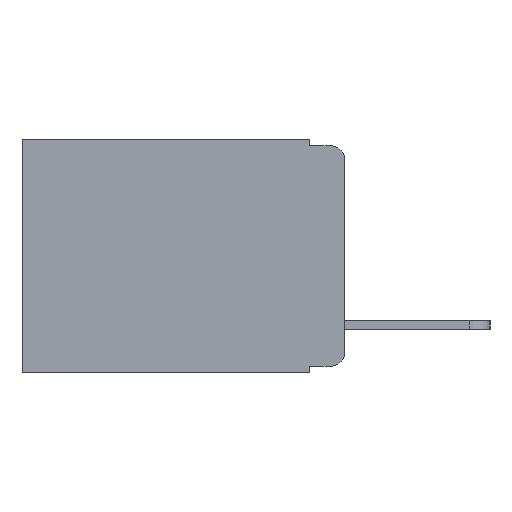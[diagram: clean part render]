
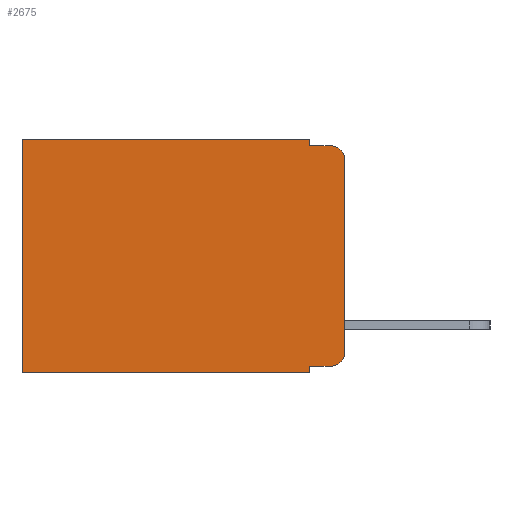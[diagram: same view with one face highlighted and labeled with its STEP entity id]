
A CAD part, left-side view. The second image highlights one B-rep face of the part: STEP entity #2675.
In plain terms, the highlighted planar face has unit normal (-1, 0, 0).
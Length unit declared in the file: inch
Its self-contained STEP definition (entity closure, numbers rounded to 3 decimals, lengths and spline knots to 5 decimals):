
#238 = CARTESIAN_POINT ( 'NONE',  ( 0.298, 0., -0.03 ) ) ;
#256 = EDGE_LOOP ( 'NONE', ( #14364, #5818, #3270, #2964, #16315, #5442, #16503, #5476, #12666, #2681 ) ) ;
#621 = CARTESIAN_POINT ( 'NONE',  ( 0.298, 0.02, -0.333 ) ) ;
#749 = VECTOR ( 'NONE', #3956, 39.37008 ) ;
#821 = DIRECTION ( 'NONE',  ( 0., 1., 0. ) ) ;
#925 = LINE ( 'NONE', #5009, #1358 ) ;
#979 = EDGE_CURVE ( 'NONE', #16741, #16107, #7354, .T. ) ;
#1074 = EDGE_CURVE ( 'NONE', #14660, #16107, #8239, .T. ) ;
#1159 = LINE ( 'NONE', #6790, #9058 ) ;
#1358 = VECTOR ( 'NONE', #821, 39.37008 ) ;
#1410 = VERTEX_POINT ( 'NONE', #4948 ) ;
#1570 = FACE_OUTER_BOUND ( 'NONE', #256, .T. ) ;
#1592 = CARTESIAN_POINT ( 'NONE',  ( 0.298, 0., 0. ) ) ;
#1654 = EDGE_CURVE ( 'NONE', #3282, #13861, #6658, .T. ) ;
#1931 = VECTOR ( 'NONE', #3496, 39.37008 ) ;
#1975 = PLANE ( 'NONE',  #2058 ) ;
#2058 = AXIS2_PLACEMENT_3D ( 'NONE', #6332, #6436, #9254 ) ;
#2203 = VECTOR ( 'NONE', #2206, 39.37008 ) ;
#2206 = DIRECTION ( 'NONE',  ( 0., -1., 0. ) ) ;
#2463 = EDGE_CURVE ( 'NONE', #17474, #3282, #925, .T. ) ;
#2585 = LINE ( 'NONE', #10415, #1931 ) ;
#2675 = ADVANCED_FACE ( 'NONE', ( #1570 ), #1975, .F. ) ;
#2681 = ORIENTED_EDGE ( 'NONE', *, *, #979, .T. ) ;
#2825 = CARTESIAN_POINT ( 'NONE',  ( 0.298, 0.473, -0.343 ) ) ;
#2875 = DIRECTION ( 'NONE',  ( -1., 0., 0. ) ) ;
#2964 = ORIENTED_EDGE ( 'NONE', *, *, #17917, .F. ) ;
#3270 = ORIENTED_EDGE ( 'NONE', *, *, #7891, .F. ) ;
#3282 = VERTEX_POINT ( 'NONE', #10154 ) ;
#3496 = DIRECTION ( 'NONE',  ( 0., 0., -1. ) ) ;
#3531 = CARTESIAN_POINT ( 'NONE',  ( 0.298, 0.02, -0.03 ) ) ;
#3798 = AXIS2_PLACEMENT_3D ( 'NONE', #17081, #2875, #14267 ) ;
#3956 = DIRECTION ( 'NONE',  ( 0., 0., -1. ) ) ;
#4575 = CARTESIAN_POINT ( 'NONE',  ( 0.298, 0., -0.313 ) ) ;
#4948 = CARTESIAN_POINT ( 'NONE',  ( 0.298, 0.051, -0.333 ) ) ;
#5009 = CARTESIAN_POINT ( 'NONE',  ( 0.298, 0., 0. ) ) ;
#5215 = DIRECTION ( 'NONE',  ( 0., 1., 0. ) ) ;
#5273 = CARTESIAN_POINT ( 'NONE',  ( 0.298, 0.473, 0. ) ) ;
#5442 = ORIENTED_EDGE ( 'NONE', *, *, #1654, .T. ) ;
#5476 = ORIENTED_EDGE ( 'NONE', *, *, #7401, .F. ) ;
#5818 = ORIENTED_EDGE ( 'NONE', *, *, #14761, .T. ) ;
#5921 = LINE ( 'NONE', #8025, #2203 ) ;
#6109 = DIRECTION ( 'NONE',  ( -1., 0., 0. ) ) ;
#6332 = CARTESIAN_POINT ( 'NONE',  ( 0.298, 0., 0. ) ) ;
#6436 = DIRECTION ( 'NONE',  ( 1., 0., 0. ) ) ;
#6658 = LINE ( 'NONE', #5273, #749 ) ;
#6790 = CARTESIAN_POINT ( 'NONE',  ( 0.298, 0.051, -0.01 ) ) ;
#6942 = CARTESIAN_POINT ( 'NONE',  ( 0.298, 0.051, -0.343 ) ) ;
#7354 = CIRCLE ( 'NONE', #3798, 0.02 ) ;
#7401 = EDGE_CURVE ( 'NONE', #1410, #15948, #14976, .T. ) ;
#7538 = VECTOR ( 'NONE', #9808, 39.37008 ) ;
#7891 = EDGE_CURVE ( 'NONE', #8564, #15687, #1159, .T. ) ;
#8025 = CARTESIAN_POINT ( 'NONE',  ( 0.298, 0.051, -0.333 ) ) ;
#8239 = LINE ( 'NONE', #1592, #16341 ) ;
#8418 = CARTESIAN_POINT ( 'NONE',  ( 0.298, 0.051, 0. ) ) ;
#8564 = VERTEX_POINT ( 'NONE', #10010 ) ;
#8636 = DIRECTION ( 'NONE',  ( 0., 0., -1. ) ) ;
#9043 = CARTESIAN_POINT ( 'NONE',  ( 0.298, 0.02, -0.01 ) ) ;
#9058 = VECTOR ( 'NONE', #16714, 39.37008 ) ;
#9254 = DIRECTION ( 'NONE',  ( 0., 0., -1. ) ) ;
#9690 = EDGE_CURVE ( 'NONE', #1410, #16741, #5921, .T. ) ;
#9808 = DIRECTION ( 'NONE',  ( 0., 0., -1. ) ) ;
#10010 = CARTESIAN_POINT ( 'NONE',  ( 0.298, 0.051, -0.01 ) ) ;
#10154 = CARTESIAN_POINT ( 'NONE',  ( 0.298, 0.473, 0. ) ) ;
#10415 = CARTESIAN_POINT ( 'NONE',  ( 0.298, 0.051, 0. ) ) ;
#10510 = VECTOR ( 'NONE', #5215, 39.37008 ) ;
#11706 = AXIS2_PLACEMENT_3D ( 'NONE', #3531, #6109, #15907 ) ;
#12666 = ORIENTED_EDGE ( 'NONE', *, *, #9690, .T. ) ;
#13861 = VERTEX_POINT ( 'NONE', #2825 ) ;
#14267 = DIRECTION ( 'NONE',  ( 0., 0., -1. ) ) ;
#14364 = ORIENTED_EDGE ( 'NONE', *, *, #1074, .F. ) ;
#14565 = CIRCLE ( 'NONE', #11706, 0.02 ) ;
#14660 = VERTEX_POINT ( 'NONE', #238 ) ;
#14761 = EDGE_CURVE ( 'NONE', #14660, #15687, #14565, .T. ) ;
#14913 = CARTESIAN_POINT ( 'NONE',  ( 0.298, 0., -0.343 ) ) ;
#14976 = LINE ( 'NONE', #8418, #7538 ) ;
#15687 = VERTEX_POINT ( 'NONE', #9043 ) ;
#15907 = DIRECTION ( 'NONE',  ( 0., 0., -1. ) ) ;
#15948 = VERTEX_POINT ( 'NONE', #6942 ) ;
#16001 = LINE ( 'NONE', #14913, #10510 ) ;
#16107 = VERTEX_POINT ( 'NONE', #4575 ) ;
#16315 = ORIENTED_EDGE ( 'NONE', *, *, #2463, .T. ) ;
#16341 = VECTOR ( 'NONE', #8636, 39.37008 ) ;
#16503 = ORIENTED_EDGE ( 'NONE', *, *, #16935, .F. ) ;
#16714 = DIRECTION ( 'NONE',  ( 0., -1., 0. ) ) ;
#16741 = VERTEX_POINT ( 'NONE', #621 ) ;
#16935 = EDGE_CURVE ( 'NONE', #15948, #13861, #16001, .T. ) ;
#17081 = CARTESIAN_POINT ( 'NONE',  ( 0.298, 0.02, -0.313 ) ) ;
#17421 = CARTESIAN_POINT ( 'NONE',  ( 0.298, 0.051, 0. ) ) ;
#17474 = VERTEX_POINT ( 'NONE', #17421 ) ;
#17917 = EDGE_CURVE ( 'NONE', #17474, #8564, #2585, .T. ) ;
